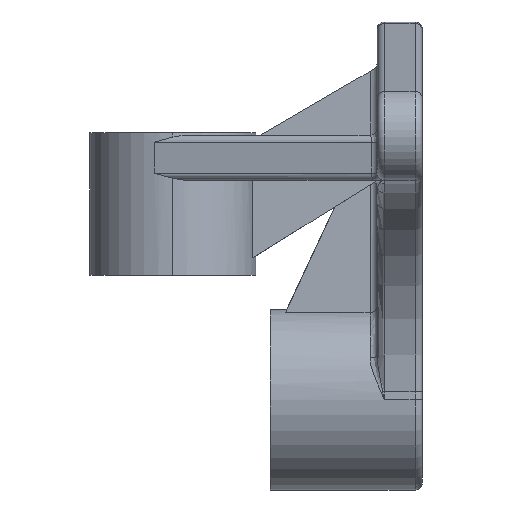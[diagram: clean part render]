
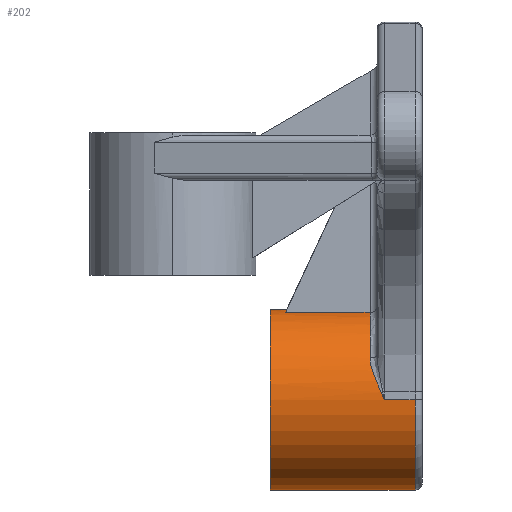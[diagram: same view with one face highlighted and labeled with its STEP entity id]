
A CAD part, left-side view. The second image highlights one B-rep face of the part: STEP entity #202.
In plain terms, the highlighted cylindrical face has radius 38 mm (diameter 76 mm), a partial arc.
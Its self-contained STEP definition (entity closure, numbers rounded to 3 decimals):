
#154 = DIRECTION ( 'NONE',  ( 0., -1., 0. ) ) ;
#161 = EDGE_LOOP ( 'NONE', ( #2443, #1887, #2696, #963, #3753, #2052, #2349, #1177, #1406, #1956 ) ) ;
#199 =( BOUNDED_CURVE ( )  B_SPLINE_CURVE ( 3, ( #775, #796, #1410, #1675 ),
 .UNSPECIFIED., .F., .T. ) 
 B_SPLINE_CURVE_WITH_KNOTS ( ( 4, 4 ),
 ( 6.031, 6.283 ),
 .UNSPECIFIED. ) 
 CURVE ( )  GEOMETRIC_REPRESENTATION_ITEM ( )  RATIONAL_B_SPLINE_CURVE ( ( 1., 0.995, 0.995, 1. ) ) 
 REPRESENTATION_ITEM ( '' )  );
#202 = ADVANCED_FACE ( 'NONE', ( #510 ), #552, .T. ) ;
#203 = LINE ( 'NONE', #2708, #3538 ) ;
#263 = CARTESIAN_POINT ( 'NONE',  ( -38., 9.5, 0. ) ) ;
#278 = CARTESIAN_POINT ( 'NONE',  ( -37.872, 7.781, 3.12 ) ) ;
#294 = CARTESIAN_POINT ( 'NONE',  ( -34.836, 12.284, 15.194 ) ) ;
#397 = LINE ( 'NONE', #1317, #3789 ) ;
#398 = AXIS2_PLACEMENT_3D ( 'NONE', #2414, #870, #483 ) ;
#483 = DIRECTION ( 'NONE',  ( 0., 0., 1. ) ) ;
#510 = FACE_OUTER_BOUND ( 'NONE', #161, .T. ) ;
#534 = VERTEX_POINT ( 'NONE', #2420 ) ;
#552 = CYLINDRICAL_SURFACE ( 'NONE', #738, 38. ) ;
#601 = CARTESIAN_POINT ( 'NONE',  ( -38., 6.5, 0. ) ) ;
#618 = DIRECTION ( 'NONE',  ( 0., 1., 0. ) ) ;
#635 = CARTESIAN_POINT ( 'NONE',  ( 0., 12.5, 0. ) ) ;
#656 = CIRCLE ( 'NONE', #1642, 38. ) ;
#658 = CARTESIAN_POINT ( 'NONE',  ( 0., 54.5, -38. ) ) ;
#738 = AXIS2_PLACEMENT_3D ( 'NONE', #857, #3985, #3711 ) ;
#750 = EDGE_CURVE ( 'NONE', #2326, #2240, #397, .T. ) ;
#760 = CARTESIAN_POINT ( 'NONE',  ( 0., 9.5, 38. ) ) ;
#767 = CARTESIAN_POINT ( 'NONE',  ( -33.991, 12.5, 17.002 ) ) ;
#775 = CARTESIAN_POINT ( 'NONE',  ( -9.5, 48.063, 36.793 ) ) ;
#796 = CARTESIAN_POINT ( 'NONE',  ( -6.393, 47.689, 37.596 ) ) ;
#799 = VECTOR ( 'NONE', #154, 1000. ) ;
#835 = CIRCLE ( 'NONE', #2272, 38. ) ;
#857 = CARTESIAN_POINT ( 'NONE',  ( 0., 9.5, 0. ) ) ;
#870 = DIRECTION ( 'NONE',  ( 0., 1., 0. ) ) ;
#963 = ORIENTED_EDGE ( 'NONE', *, *, #3171, .T. ) ;
#972 = EDGE_CURVE ( 'NONE', #3649, #2240, #835, .T. ) ;
#1024 = CARTESIAN_POINT ( 'NONE',  ( -37.872, 7.781, 3.12 ) ) ;
#1066 = DIRECTION ( 'NONE',  ( 0., -1., 0. ) ) ;
#1132 = EDGE_CURVE ( 'NONE', #1952, #2984, #2613, .T. ) ;
#1177 = ORIENTED_EDGE ( 'NONE', *, *, #972, .T. ) ;
#1206 = LINE ( 'NONE', #263, #799 ) ;
#1216 = CARTESIAN_POINT ( 'NONE',  ( -37.504, 9.121, 6.148 ) ) ;
#1317 = CARTESIAN_POINT ( 'NONE',  ( -9.5, 9.5, 36.793 ) ) ;
#1406 = ORIENTED_EDGE ( 'NONE', *, *, #750, .F. ) ;
#1410 = CARTESIAN_POINT ( 'NONE',  ( -3.209, 47.5, 38. ) ) ;
#1464 = CARTESIAN_POINT ( 'NONE',  ( 0., -6.5, 0. ) ) ;
#1528 = CARTESIAN_POINT ( 'NONE',  ( -37.821, 8.032, 3.737 ) ) ;
#1642 = AXIS2_PLACEMENT_3D ( 'NONE', #1464, #3917, #2703 ) ;
#1666 = CARTESIAN_POINT ( 'NONE',  ( -37.957, 7.358, 2.08 ) ) ;
#1675 = CARTESIAN_POINT ( 'NONE',  ( 0., 47.5, 38. ) ) ;
#1691 = VECTOR ( 'NONE', #1066, 1000. ) ;
#1707 = CARTESIAN_POINT ( 'NONE',  ( -9.5, 12.5, 36.793 ) ) ;
#1746 = CARTESIAN_POINT ( 'NONE',  ( -33.678, 12.5, 17.601 ) ) ;
#1780 = CARTESIAN_POINT ( 'NONE',  ( 0., 47.5, 38. ) ) ;
#1827 = VERTEX_POINT ( 'NONE', #2379 ) ;
#1830 = CARTESIAN_POINT ( 'NONE',  ( -37.872, 7.781, 3.12 ) ) ;
#1853 = CARTESIAN_POINT ( 'NONE',  ( -35.577, 11.871, 13.369 ) ) ;
#1884 = VERTEX_POINT ( 'NONE', #1830 ) ;
#1887 = ORIENTED_EDGE ( 'NONE', *, *, #3176, .F. ) ;
#1952 = VERTEX_POINT ( 'NONE', #3457 ) ;
#1956 = ORIENTED_EDGE ( 'NONE', *, *, #2797, .T. ) ;
#2052 = ORIENTED_EDGE ( 'NONE', *, *, #3450, .T. ) ;
#2153 = CARTESIAN_POINT ( 'NONE',  ( -36.21, 11.311, 11.544 ) ) ;
#2213 = CARTESIAN_POINT ( 'NONE',  ( -38., -6.5, 0. ) ) ;
#2240 = VERTEX_POINT ( 'NONE', #1707 ) ;
#2272 = AXIS2_PLACEMENT_3D ( 'NONE', #635, #618, #3419 ) ;
#2326 = VERTEX_POINT ( 'NONE', #3210 ) ;
#2349 = ORIENTED_EDGE ( 'NONE', *, *, #3114, .T. ) ;
#2379 = CARTESIAN_POINT ( 'NONE',  ( 0., -6.5, -38. ) ) ;
#2414 = CARTESIAN_POINT ( 'NONE',  ( 0., 54.5, 0. ) ) ;
#2420 = CARTESIAN_POINT ( 'NONE',  ( -38., 6.5, 0. ) ) ;
#2422 = DIRECTION ( 'NONE',  ( 0., -1., 0. ) ) ;
#2443 = ORIENTED_EDGE ( 'NONE', *, *, #1132, .F. ) ;
#2458 = CARTESIAN_POINT ( 'NONE',  ( -37.18, 9.917, 7.945 ) ) ;
#2601 = CARTESIAN_POINT ( 'NONE',  ( -33.678, 12.5, 17.601 ) ) ;
#2611 = CIRCLE ( 'NONE', #398, 38. ) ;
#2613 = LINE ( 'NONE', #760, #1691 ) ;
#2633 = B_SPLINE_CURVE_WITH_KNOTS ( 'NONE', 3,
 ( #278, #1528, #2767, #4017, #1216, #2458, #3117, #3708, #2153, #3409, #1853, #3098, #294, #2787, #767, #2601 ),
 .UNSPECIFIED., .F., .F.,
 ( 4, 2, 2, 2, 2, 2, 2, 4 ),
 ( 0., 0.002, 0.004, 0.008, 0.01, 0.012, 0.014, 0.016 ),
 .UNSPECIFIED. ) ;
#2696 = ORIENTED_EDGE ( 'NONE', *, *, #3004, .T. ) ;
#2703 = DIRECTION ( 'NONE',  ( 0., 0., 1. ) ) ;
#2708 = CARTESIAN_POINT ( 'NONE',  ( 0., 9.5, -38. ) ) ;
#2767 = CARTESIAN_POINT ( 'NONE',  ( -37.756, 8.306, 4.342 ) ) ;
#2787 = CARTESIAN_POINT ( 'NONE',  ( -34.285, 12.452, 16.401 ) ) ;
#2797 = EDGE_CURVE ( 'NONE', #2326, #2984, #199, .T. ) ;
#2984 = VERTEX_POINT ( 'NONE', #1780 ) ;
#3004 = EDGE_CURVE ( 'NONE', #3433, #1827, #203, .T. ) ;
#3091 = CARTESIAN_POINT ( 'NONE',  ( -38., 6.929, 1.04 ) ) ;
#3098 = CARTESIAN_POINT ( 'NONE',  ( -35.094, 12.165, 14.588 ) ) ;
#3107 = VERTEX_POINT ( 'NONE', #2213 ) ;
#3114 = EDGE_CURVE ( 'NONE', #1884, #3649, #2633, .T. ) ;
#3117 = CARTESIAN_POINT ( 'NONE',  ( -36.906, 10.423, 9.139 ) ) ;
#3171 = EDGE_CURVE ( 'NONE', #1827, #3107, #656, .T. ) ;
#3176 = EDGE_CURVE ( 'NONE', #3433, #1952, #2611, .T. ) ;
#3210 = CARTESIAN_POINT ( 'NONE',  ( -9.5, 48.063, 36.793 ) ) ;
#3409 = CARTESIAN_POINT ( 'NONE',  ( -35.801, 11.696, 12.756 ) ) ;
#3419 = DIRECTION ( 'NONE',  ( 0., 0., 1. ) ) ;
#3433 = VERTEX_POINT ( 'NONE', #658 ) ;
#3450 = EDGE_CURVE ( 'NONE', #534, #1884, #3845, .T. ) ;
#3457 = CARTESIAN_POINT ( 'NONE',  ( 0., 54.5, 38. ) ) ;
#3504 = DIRECTION ( 'NONE',  ( 0., -1., 0. ) ) ;
#3538 = VECTOR ( 'NONE', #2422, 1000. ) ;
#3642 = EDGE_CURVE ( 'NONE', #534, #3107, #1206, .T. ) ;
#3649 = VERTEX_POINT ( 'NONE', #1746 ) ;
#3708 = CARTESIAN_POINT ( 'NONE',  ( -36.396, 11.1, 10.941 ) ) ;
#3711 = DIRECTION ( 'NONE',  ( 0., 0., -1. ) ) ;
#3753 = ORIENTED_EDGE ( 'NONE', *, *, #3642, .F. ) ;
#3789 = VECTOR ( 'NONE', #3504, 1000. ) ;
#3845 = B_SPLINE_CURVE_WITH_KNOTS ( 'NONE', 3,
 ( #601, #3091, #1666, #1024 ),
 .UNSPECIFIED., .F., .F.,
 ( 4, 4 ),
 ( 0., 0.003 ),
 .UNSPECIFIED. ) ;
#3917 = DIRECTION ( 'NONE',  ( 0., 1., 0. ) ) ;
#3985 = DIRECTION ( 'NONE',  ( 0., -1., 0. ) ) ;
#4017 = CARTESIAN_POINT ( 'NONE',  ( -37.598, 8.849, 5.548 ) ) ;
